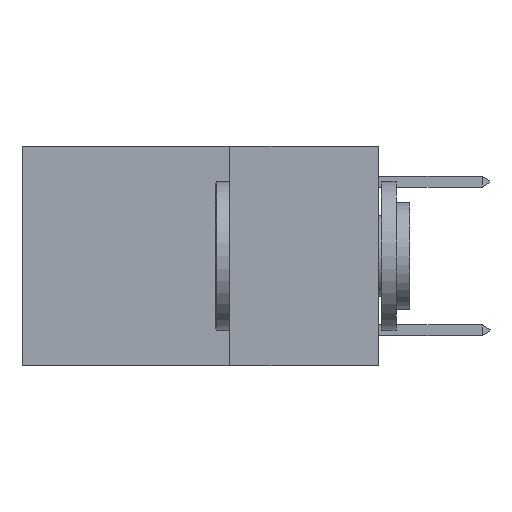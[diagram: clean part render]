
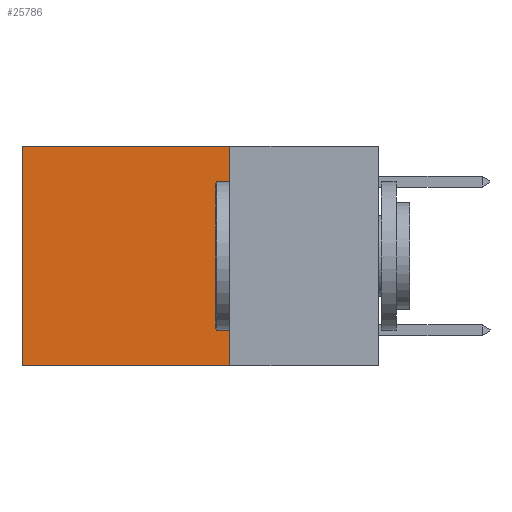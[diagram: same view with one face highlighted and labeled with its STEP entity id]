
A CAD part, left-side view. The second image highlights one B-rep face of the part: STEP entity #25786.
In plain terms, the highlighted planar face has unit normal (-1, 0, 0).
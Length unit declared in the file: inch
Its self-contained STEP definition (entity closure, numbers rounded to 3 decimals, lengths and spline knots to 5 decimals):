
#970 = ORIENTED_EDGE ( 'NONE', *, *, #15361, .F. ) ;
#4077 = CARTESIAN_POINT ( 'NONE',  ( 0.2625, 0.6, 0. ) ) ;
#4154 = DIRECTION ( 'NONE',  ( 0., 1., 0. ) ) ;
#4386 = EDGE_LOOP ( 'NONE', ( #21863, #19885, #970, #10680 ) ) ;
#5460 = LINE ( 'NONE', #18299, #16247 ) ;
#6197 = LINE ( 'NONE', #20996, #27206 ) ;
#6581 = LINE ( 'NONE', #4077, #24989 ) ;
#8302 = EDGE_CURVE ( 'NONE', #15553, #10148, #5460, .T. ) ;
#8384 = DIRECTION ( 'NONE',  ( 0., 0., -1. ) ) ;
#8803 = FACE_OUTER_BOUND ( 'NONE', #4386, .T. ) ;
#9237 = CARTESIAN_POINT ( 'NONE',  ( 0.2625, 0.25, -0.37 ) ) ;
#9764 = CARTESIAN_POINT ( 'NONE',  ( 0.2625, 0.25, -0.37 ) ) ;
#10148 = VERTEX_POINT ( 'NONE', #18193 ) ;
#10680 = ORIENTED_EDGE ( 'NONE', *, *, #8302, .T. ) ;
#11426 = VERTEX_POINT ( 'NONE', #9237 ) ;
#14968 = DIRECTION ( 'NONE',  ( 0., 0., -1. ) ) ;
#15361 = EDGE_CURVE ( 'NONE', #15553, #11426, #6197, .T. ) ;
#15553 = VERTEX_POINT ( 'NONE', #21795 ) ;
#15795 = EDGE_CURVE ( 'NONE', #10148, #20344, #6581, .T. ) ;
#15909 = VECTOR ( 'NONE', #26831, 39.37008 ) ;
#16247 = VECTOR ( 'NONE', #4154, 39.37008 ) ;
#16343 = LINE ( 'NONE', #9764, #15909 ) ;
#16640 = AXIS2_PLACEMENT_3D ( 'NONE', #17603, #23906, #14968 ) ;
#17329 = PLANE ( 'NONE',  #16640 ) ;
#17603 = CARTESIAN_POINT ( 'NONE',  ( 0.2625, 0.25, 0. ) ) ;
#18193 = CARTESIAN_POINT ( 'NONE',  ( 0.2625, 0.6, 0. ) ) ;
#18299 = CARTESIAN_POINT ( 'NONE',  ( 0.2625, 0.25, 0. ) ) ;
#18679 = EDGE_CURVE ( 'NONE', #11426, #20344, #16343, .T. ) ;
#19885 = ORIENTED_EDGE ( 'NONE', *, *, #18679, .F. ) ;
#20344 = VERTEX_POINT ( 'NONE', #21890 ) ;
#20996 = CARTESIAN_POINT ( 'NONE',  ( 0.2625, 0.25, 0. ) ) ;
#21530 = DIRECTION ( 'NONE',  ( 0., 0., -1. ) ) ;
#21795 = CARTESIAN_POINT ( 'NONE',  ( 0.2625, 0.25, 0. ) ) ;
#21863 = ORIENTED_EDGE ( 'NONE', *, *, #15795, .T. ) ;
#21890 = CARTESIAN_POINT ( 'NONE',  ( 0.2625, 0.6, -0.37 ) ) ;
#23906 = DIRECTION ( 'NONE',  ( 1., 0., 0. ) ) ;
#24989 = VECTOR ( 'NONE', #8384, 39.37008 ) ;
#25786 = ADVANCED_FACE ( 'NONE', ( #8803 ), #17329, .F. ) ;
#26831 = DIRECTION ( 'NONE',  ( 0., 1., 0. ) ) ;
#27206 = VECTOR ( 'NONE', #21530, 39.37008 ) ;
